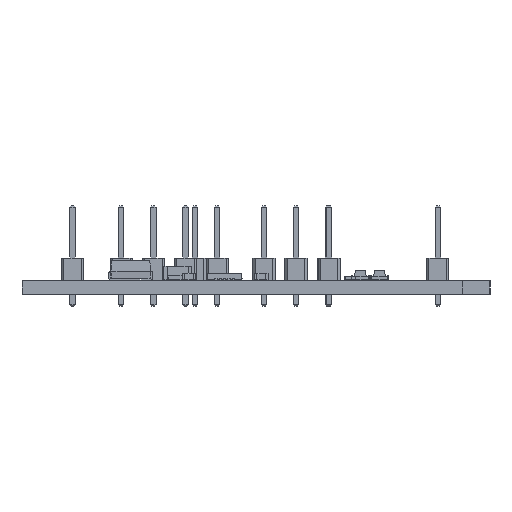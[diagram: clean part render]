
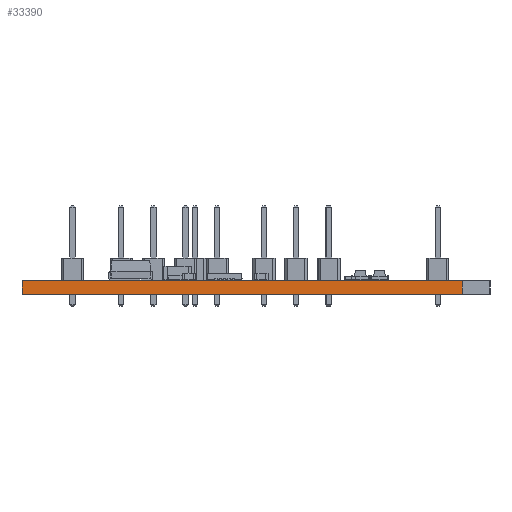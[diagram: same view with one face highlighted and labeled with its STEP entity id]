
A CAD part, left-side view. The second image highlights one B-rep face of the part: STEP entity #33390.
In plain terms, the highlighted planar face has unit normal (-1, 0, 0).
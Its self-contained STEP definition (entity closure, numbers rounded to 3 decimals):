
#31231 = VERTEX_POINT('',#31232);
#31232 = CARTESIAN_POINT('',(-34.5,26.9,0.));
#31238 = EDGE_CURVE('',#31239,#31231,#31241,.T.);
#31239 = VERTEX_POINT('',#31240);
#31240 = CARTESIAN_POINT('',(-34.5,-23.7,0.));
#31241 = LINE('',#31242,#31243);
#31242 = CARTESIAN_POINT('',(-34.5,-23.7,0.));
#31243 = VECTOR('',#31244,1.);
#31244 = DIRECTION('',(0.,1.,0.));
#32297 = VERTEX_POINT('',#32298);
#32298 = CARTESIAN_POINT('',(-34.5,26.9,1.6));
#32304 = EDGE_CURVE('',#32305,#32297,#32307,.T.);
#32305 = VERTEX_POINT('',#32306);
#32306 = CARTESIAN_POINT('',(-34.5,-23.7,1.6));
#32307 = LINE('',#32308,#32309);
#32308 = CARTESIAN_POINT('',(-34.5,-23.7,1.6));
#32309 = VECTOR('',#32310,1.);
#32310 = DIRECTION('',(0.,1.,0.));
#33360 = EDGE_CURVE('',#31231,#32297,#33361,.T.);
#33361 = LINE('',#33362,#33363);
#33362 = CARTESIAN_POINT('',(-34.5,26.9,0.));
#33363 = VECTOR('',#33364,1.);
#33364 = DIRECTION('',(0.,0.,1.));
#33390 = ADVANCED_FACE('',(#33391),#33402,.T.);
#33391 = FACE_BOUND('',#33392,.T.);
#33392 = EDGE_LOOP('',(#33393,#33399,#33400,#33401));
#33393 = ORIENTED_EDGE('',*,*,#33394,.T.);
#33394 = EDGE_CURVE('',#31239,#32305,#33395,.T.);
#33395 = LINE('',#33396,#33397);
#33396 = CARTESIAN_POINT('',(-34.5,-23.7,0.));
#33397 = VECTOR('',#33398,1.);
#33398 = DIRECTION('',(0.,0.,1.));
#33399 = ORIENTED_EDGE('',*,*,#32304,.T.);
#33400 = ORIENTED_EDGE('',*,*,#33360,.F.);
#33401 = ORIENTED_EDGE('',*,*,#31238,.F.);
#33402 = PLANE('',#33403);
#33403 = AXIS2_PLACEMENT_3D('',#33404,#33405,#33406);
#33404 = CARTESIAN_POINT('',(-34.5,-23.7,0.));
#33405 = DIRECTION('',(-1.,0.,0.));
#33406 = DIRECTION('',(0.,1.,0.));
